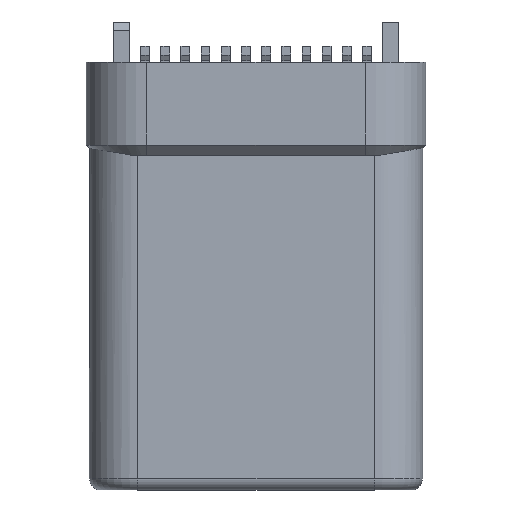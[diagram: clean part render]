
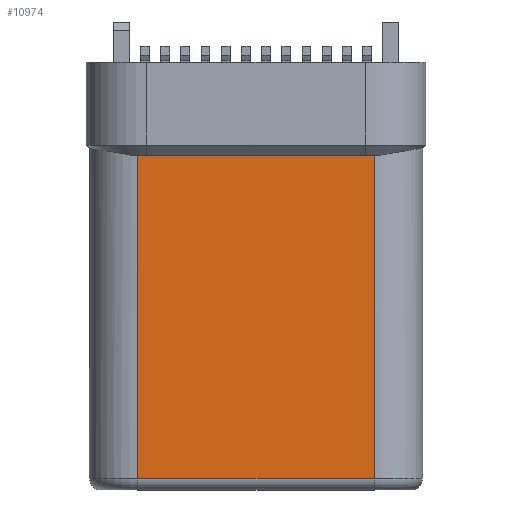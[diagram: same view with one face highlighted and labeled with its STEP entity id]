
A CAD part, top view. The second image highlights one B-rep face of the part: STEP entity #10974.
In plain terms, the highlighted planar face has unit normal (0, 0, 1).
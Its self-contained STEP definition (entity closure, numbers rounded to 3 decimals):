
#182 = DIRECTION ( 'NONE',  ( 0., 1., 0. ) ) ;
#293 = CARTESIAN_POINT ( 'NONE',  ( -7.592, -2.437, 0.8 ) ) ;
#621 = VECTOR ( 'NONE', #6565, 1000. ) ;
#881 = VECTOR ( 'NONE', #182, 1000. ) ;
#1478 = DIRECTION ( 'NONE',  ( -1., 0., 0. ) ) ;
#1521 = VECTOR ( 'NONE', #6046, 1000. ) ;
#1840 = LINE ( 'NONE', #8332, #621 ) ;
#1962 = AXIS2_PLACEMENT_3D ( 'NONE', #11492, #3066, #10632 ) ;
#2570 = CARTESIAN_POINT ( 'NONE',  ( -1.742, 5.563, 0.8 ) ) ;
#2778 = ORIENTED_EDGE ( 'NONE', *, *, #7167, .T. ) ;
#3066 = DIRECTION ( 'NONE',  ( 0., 0., -1. ) ) ;
#3241 = FACE_OUTER_BOUND ( 'NONE', #7024, .T. ) ;
#3996 = EDGE_CURVE ( 'NONE', #7012, #9169, #10365, .T. ) ;
#5423 = ORIENTED_EDGE ( 'NONE', *, *, #3996, .F. ) ;
#5432 = CARTESIAN_POINT ( 'NONE',  ( -1.742, 5.563, 0.8 ) ) ;
#6046 = DIRECTION ( 'NONE',  ( 1., 0., 0. ) ) ;
#6418 = CARTESIAN_POINT ( 'NONE',  ( -7.592, -2.737, 0.8 ) ) ;
#6565 = DIRECTION ( 'NONE',  ( 0., 1., 0. ) ) ;
#6796 = VECTOR ( 'NONE', #1478, 1000. ) ;
#7012 = VERTEX_POINT ( 'NONE', #293 ) ;
#7024 = EDGE_LOOP ( 'NONE', ( #5423, #2778, #10527, #7648 ) ) ;
#7167 = EDGE_CURVE ( 'NONE', #7012, #9991, #9869, .T. ) ;
#7603 = PLANE ( 'NONE',  #1962 ) ;
#7648 = ORIENTED_EDGE ( 'NONE', *, *, #11175, .T. ) ;
#8332 = CARTESIAN_POINT ( 'NONE',  ( -1.742, -2.737, 0.8 ) ) ;
#9012 = CARTESIAN_POINT ( 'NONE',  ( -1.742, -2.437, 0.8 ) ) ;
#9014 = CARTESIAN_POINT ( 'NONE',  ( -7.592, 5.563, 0.8 ) ) ;
#9118 = VERTEX_POINT ( 'NONE', #5432 ) ;
#9169 = VERTEX_POINT ( 'NONE', #9014 ) ;
#9645 = EDGE_CURVE ( 'NONE', #9991, #9118, #1840, .T. ) ;
#9869 = LINE ( 'NONE', #9012, #1521 ) ;
#9991 = VERTEX_POINT ( 'NONE', #11045 ) ;
#10365 = LINE ( 'NONE', #6418, #881 ) ;
#10527 = ORIENTED_EDGE ( 'NONE', *, *, #9645, .T. ) ;
#10632 = DIRECTION ( 'NONE',  ( 0., -1., 0. ) ) ;
#10873 = LINE ( 'NONE', #2570, #6796 ) ;
#10974 = ADVANCED_FACE ( 'NONE', ( #3241 ), #7603, .F. ) ;
#11045 = CARTESIAN_POINT ( 'NONE',  ( -1.742, -2.437, 0.8 ) ) ;
#11175 = EDGE_CURVE ( 'NONE', #9118, #9169, #10873, .T. ) ;
#11492 = CARTESIAN_POINT ( 'NONE',  ( -1.742, -2.737, 0.8 ) ) ;
